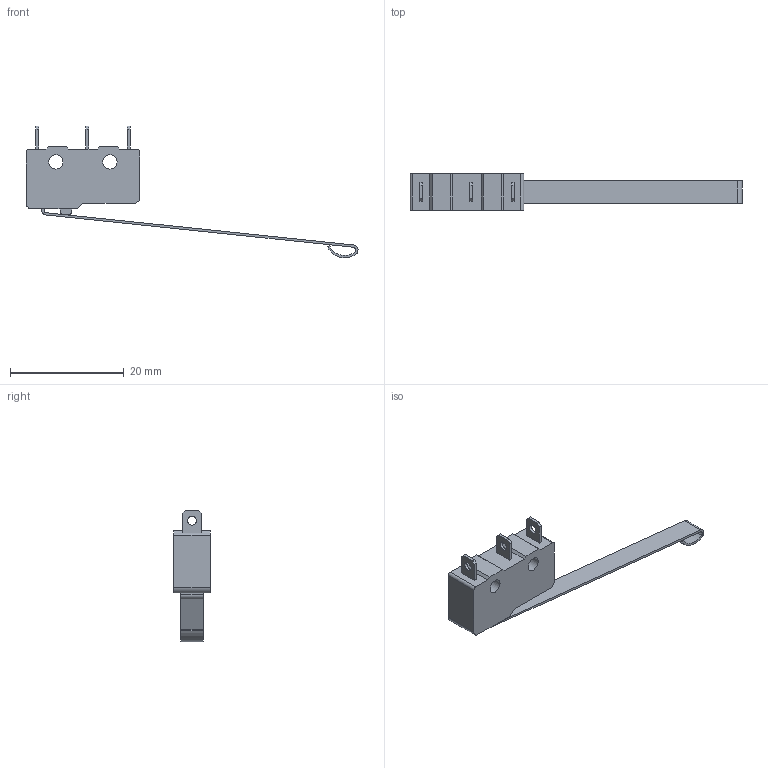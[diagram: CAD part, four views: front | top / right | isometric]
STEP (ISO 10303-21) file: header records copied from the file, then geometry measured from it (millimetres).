
FILE_DESCRIPTION(/* description */ (''),/* implementation_level */ '2;1');
FILE_NAME(/* name */ 'Microswitch.ipt.step',/* time_stamp */ '2020-04-16T23:16:56-04:00',/* author */ ('Jordan'),/* organization */ (''),/* preprocessor_version */ 'ST-DEVELOPER v17',/* originating_system */ 'Autodesk Inventor 2019',/* authorisation */ '');
FILE_SCHEMA (('AUTOMOTIVE_DESIGN { 1 0 10303 214 3 1 1 }'));
Length unit declared in the file: inch
Products named in the file (1): Microswitch
Bounding box: 58.34 x 6.4 x 23.08 mm (x, y, z)
Volume: 1351.4 mm3; surface area: 1510.3 mm2
Topology: 1 solids, 1 shells, 66 faces, 190 edges, 130 vertices
Faces by surface type: plane 49, cylinder 17
Full cylindrical faces by diameter (mm): 1.6 x3, 2.5 x2
Entity records: 2263 total; most frequent: CARTESIAN_POINT 387, ORIENTED_EDGE 380, DIRECTION 368, EDGE_CURVE 190, LINE 146, VECTOR 146, VERTEX_POINT 130, AXIS2_PLACEMENT_3D 111
